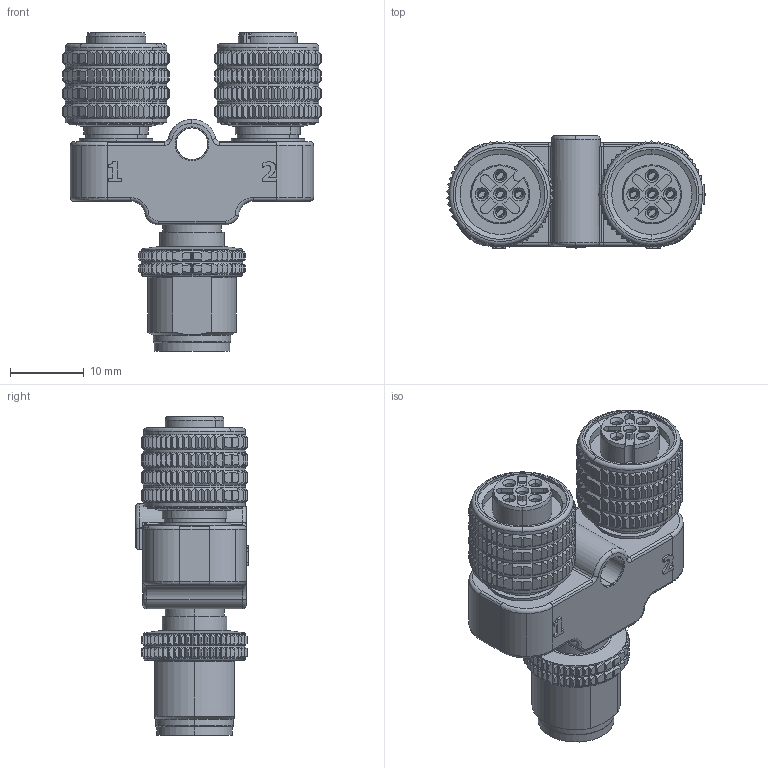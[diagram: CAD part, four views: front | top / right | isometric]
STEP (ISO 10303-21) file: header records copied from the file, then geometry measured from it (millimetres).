
FILE_DESCRIPTION(('CATIA V5 STEP Exchange','CAx-IF Rec.Pracs.--- Model Styling and Organization---1.5--- 2016-08-15','CAx-IF Rec.Pracs.---Supplemental Geometry---1.0---2011-11-01','CAx-IF Rec.Pracs.--- Composite Materials ---1.1---2010-07-15'),'2;1');
FILE_NAME ('240467-2_1', '2024-11-19T12:15:56+00:00', ('none'), ('Weidmueller'), 'CATIA Version 5-6 Release 2022 SP4 HF5', 'CATIA V5 STEP AP214 v3', 'none');
FILE_SCHEMA(('AUTOMOTIVE_DESIGN { 1 0 10303 214 1 1 1 1 }'));
Length unit declared in the file: millimetre
Products named in the file (1): 1515140000
Bounding box: 35.08 x 15.31 x 43.3 mm (x, y, z)
Volume: 9266.1 mm3; surface area: 5439.4 mm2
Topology: 1 solids, 1 shells, 2968 faces, 7066 edges, 4181 vertices
Faces by surface type: plane 1364, cone 1042, cylinder 284, bspline 224, torus 34, sphere 20
Entity records: 97300 total; most frequent: CARTESIAN_POINT 36822, ORIENTED_EDGE 14092, DIRECTION 9121, EDGE_CURVE 7046, AXIS2_PLACEMENT_3D 4290, VERTEX_POINT 4181, B_SPLINE_CURVE_WITH_KNOTS 3388, EDGE_LOOP 3071
